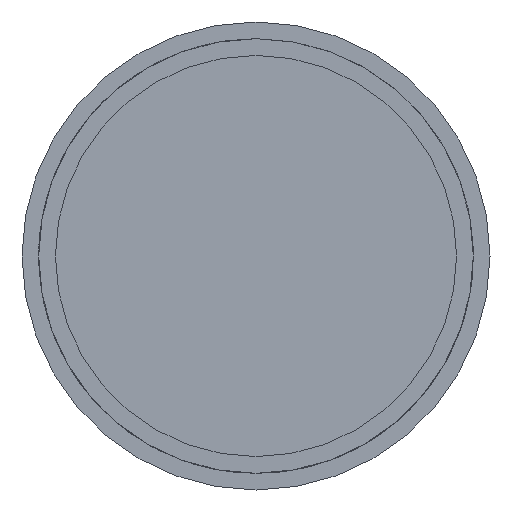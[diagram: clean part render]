
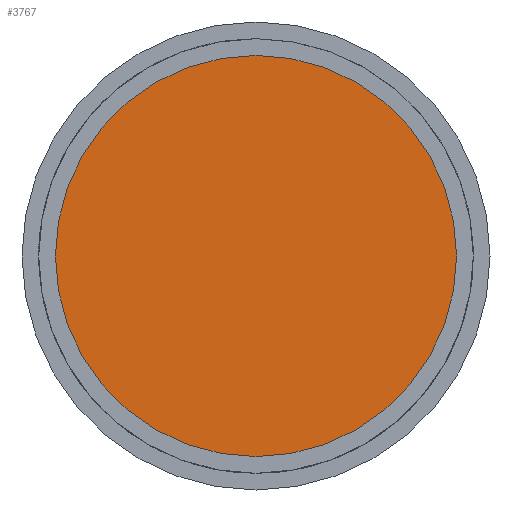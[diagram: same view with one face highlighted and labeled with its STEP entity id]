
A CAD part, front view. The second image highlights one B-rep face of the part: STEP entity #3767.
In plain terms, the highlighted planar face has unit normal (0, -1, 0).
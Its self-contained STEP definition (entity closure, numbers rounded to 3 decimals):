
#185 = DIRECTION ( 'NONE',  ( 0., 0., -1. ) ) ;
#210 = EDGE_CURVE ( 'NONE', #5360, #2771, #309, .T. ) ;
#303 = DIRECTION ( 'NONE',  ( 0., 0., 1. ) ) ;
#309 = CIRCLE ( 'NONE', #4372, 24. ) ;
#762 = FACE_OUTER_BOUND ( 'NONE', #3903, .T. ) ;
#931 = AXIS2_PLACEMENT_3D ( 'NONE', #2593, #4278, #185 ) ;
#1780 = ORIENTED_EDGE ( 'NONE', *, *, #4039, .T. ) ;
#1892 = DIRECTION ( 'NONE',  ( 0., -1., 0. ) ) ;
#1907 = ORIENTED_EDGE ( 'NONE', *, *, #210, .T. ) ;
#2075 = CARTESIAN_POINT ( 'NONE',  ( 0., 6.582, -24. ) ) ;
#2467 = CARTESIAN_POINT ( 'NONE',  ( 0., 6.582, 0. ) ) ;
#2593 = CARTESIAN_POINT ( 'NONE',  ( 0., 6.582, 0. ) ) ;
#2768 = CARTESIAN_POINT ( 'NONE',  ( 0., 6.582, 24. ) ) ;
#2771 = VERTEX_POINT ( 'NONE', #2075 ) ;
#2822 = AXIS2_PLACEMENT_3D ( 'NONE', #2467, #4154, #303 ) ;
#3581 = DIRECTION ( 'NONE',  ( 0., 0., -1. ) ) ;
#3663 = PLANE ( 'NONE',  #2822 ) ;
#3767 = ADVANCED_FACE ( 'NONE', ( #762 ), #3663, .F. ) ;
#3773 = CIRCLE ( 'NONE', #931, 24. ) ;
#3903 = EDGE_LOOP ( 'NONE', ( #1780, #1907 ) ) ;
#3991 = CARTESIAN_POINT ( 'NONE',  ( 0., 6.582, 0. ) ) ;
#4039 = EDGE_CURVE ( 'NONE', #2771, #5360, #3773, .T. ) ;
#4154 = DIRECTION ( 'NONE',  ( 0., 1., 0. ) ) ;
#4278 = DIRECTION ( 'NONE',  ( 0., -1., 0. ) ) ;
#4372 = AXIS2_PLACEMENT_3D ( 'NONE', #3991, #1892, #3581 ) ;
#5360 = VERTEX_POINT ( 'NONE', #2768 ) ;
